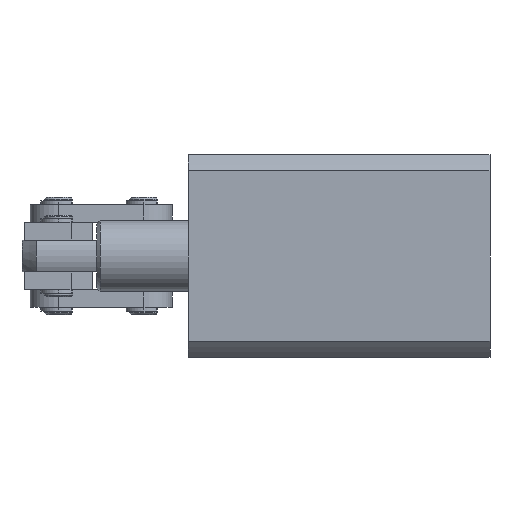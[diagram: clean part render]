
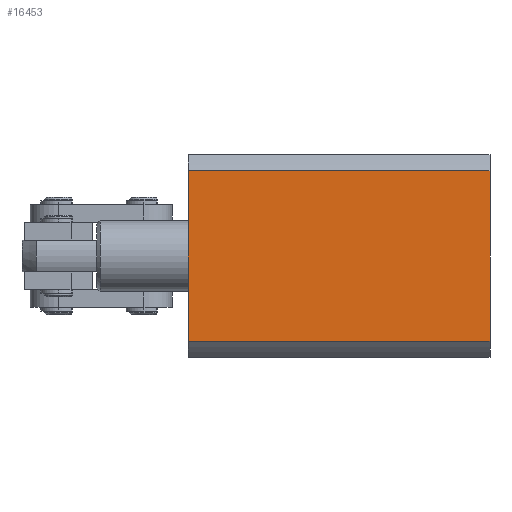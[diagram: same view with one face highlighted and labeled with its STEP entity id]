
A CAD part, left-side view. The second image highlights one B-rep face of the part: STEP entity #16453.
In plain terms, the highlighted planar face has unit normal (-1, 0, 0).
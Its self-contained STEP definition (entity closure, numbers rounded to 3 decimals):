
#922 = DIRECTION ( 'NONE',  ( 0., -1., 0. ) ) ;
#1563 = CARTESIAN_POINT ( 'NONE',  ( -28.5, 0., 23.986 ) ) ;
#1977 = VERTEX_POINT ( 'NONE', #14291 ) ;
#2407 = DIRECTION ( 'NONE',  ( 0., 0., 1. ) ) ;
#3234 = CARTESIAN_POINT ( 'NONE',  ( -28.5, 85., 23.986 ) ) ;
#3714 = LINE ( 'NONE', #18961, #10758 ) ;
#4387 = DIRECTION ( 'NONE',  ( 0., 0., 1. ) ) ;
#4549 = EDGE_CURVE ( 'NONE', #1977, #9729, #3714, .T. ) ;
#5202 = DIRECTION ( 'NONE',  ( -1., 0., 0. ) ) ;
#5293 = EDGE_CURVE ( 'NONE', #1977, #7743, #8972, .T. ) ;
#7743 = VERTEX_POINT ( 'NONE', #16187 ) ;
#7752 = FACE_OUTER_BOUND ( 'NONE', #7896, .T. ) ;
#7896 = EDGE_LOOP ( 'NONE', ( #15494, #10356, #14628, #17543 ) ) ;
#8160 = EDGE_CURVE ( 'NONE', #7743, #16809, #17782, .T. ) ;
#8972 = LINE ( 'NONE', #9176, #17301 ) ;
#9176 = CARTESIAN_POINT ( 'NONE',  ( -28.5, 0., -23.986 ) ) ;
#9729 = VERTEX_POINT ( 'NONE', #3234 ) ;
#10356 = ORIENTED_EDGE ( 'NONE', *, *, #4549, .F. ) ;
#10758 = VECTOR ( 'NONE', #2407, 1000. ) ;
#11001 = CARTESIAN_POINT ( 'NONE',  ( -28.5, 0., 23.986 ) ) ;
#11491 = DIRECTION ( 'NONE',  ( 0., -1., 0. ) ) ;
#12782 = LINE ( 'NONE', #1563, #17195 ) ;
#14291 = CARTESIAN_POINT ( 'NONE',  ( -28.5, 85., -23.986 ) ) ;
#14628 = ORIENTED_EDGE ( 'NONE', *, *, #5293, .T. ) ;
#14854 = AXIS2_PLACEMENT_3D ( 'NONE', #15133, #5202, #16828 ) ;
#15133 = CARTESIAN_POINT ( 'NONE',  ( -28.5, 0., -23.986 ) ) ;
#15264 = EDGE_CURVE ( 'NONE', #9729, #16809, #12782, .T. ) ;
#15494 = ORIENTED_EDGE ( 'NONE', *, *, #15264, .F. ) ;
#16013 = CARTESIAN_POINT ( 'NONE',  ( -28.5, 0., 0. ) ) ;
#16187 = CARTESIAN_POINT ( 'NONE',  ( -28.5, 0., -23.986 ) ) ;
#16235 = VECTOR ( 'NONE', #4387, 1000. ) ;
#16453 = ADVANCED_FACE ( 'NONE', ( #7752 ), #16752, .T. ) ;
#16752 = PLANE ( 'NONE',  #14854 ) ;
#16809 = VERTEX_POINT ( 'NONE', #11001 ) ;
#16828 = DIRECTION ( 'NONE',  ( 0., 0., 1. ) ) ;
#17195 = VECTOR ( 'NONE', #11491, 1000. ) ;
#17301 = VECTOR ( 'NONE', #922, 1000. ) ;
#17543 = ORIENTED_EDGE ( 'NONE', *, *, #8160, .T. ) ;
#17782 = LINE ( 'NONE', #16013, #16235 ) ;
#18961 = CARTESIAN_POINT ( 'NONE',  ( -28.5, 85., 0. ) ) ;
